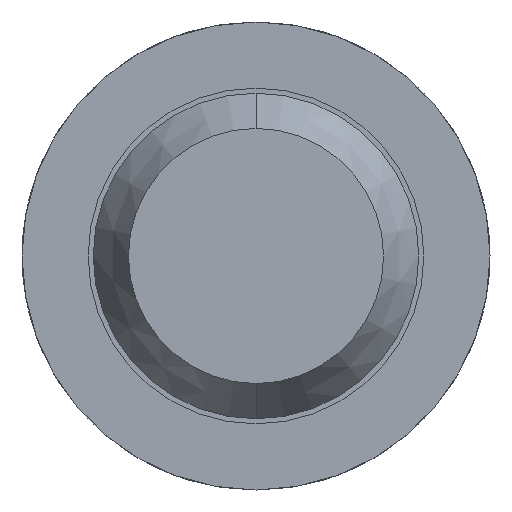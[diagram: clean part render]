
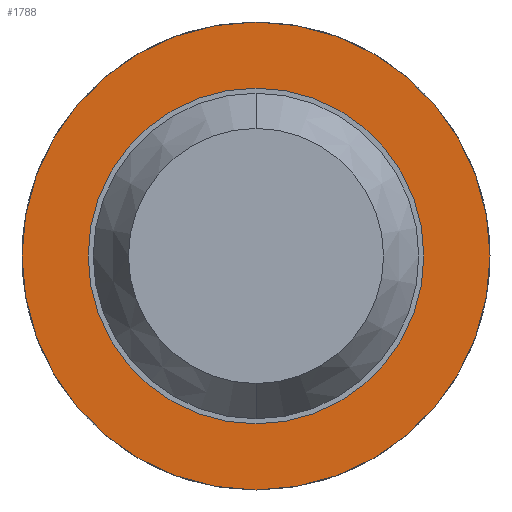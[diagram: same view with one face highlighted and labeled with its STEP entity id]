
A CAD part, front view. The second image highlights one B-rep face of the part: STEP entity #1788.
In plain terms, the highlighted planar face has unit normal (0, -1, 0).
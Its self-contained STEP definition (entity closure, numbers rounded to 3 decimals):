
#224 = CARTESIAN_POINT ( 'NONE',  ( 0., -1.7, 0. ) ) ;
#295 = DIRECTION ( 'NONE',  ( 0., 1., 0. ) ) ;
#299 = AXIS2_PLACEMENT_3D ( 'NONE', #639, #2846, #3397 ) ;
#321 = CIRCLE ( 'NONE', #2201, 0.825 ) ;
#530 = DIRECTION ( 'NONE',  ( 0., 1., 0. ) ) ;
#581 = CARTESIAN_POINT ( 'NONE',  ( 0., -1.7, 0. ) ) ;
#610 = DIRECTION ( 'NONE',  ( 0., 0., 1. ) ) ;
#639 = CARTESIAN_POINT ( 'NONE',  ( 0., -1.7, 0. ) ) ;
#656 = EDGE_CURVE ( 'Defeature ausgef�hrt1_7+Defeature ausgef�hrt1_6+Defeature ausgef�hrt1_6+Defeature ausgef�hrt1_6', #2029, #3342, #3651, .T. ) ;
#897 = DIRECTION ( 'NONE',  ( 0., 0., 1. ) ) ;
#1035 = EDGE_LOOP ( 'NONE', ( #1765, #2767 ) ) ;
#1164 = DIRECTION ( 'NONE',  ( 0., 0., 1. ) ) ;
#1258 = CARTESIAN_POINT ( 'NONE',  ( 0.825, -1.7, 0. ) ) ;
#1260 = ORIENTED_EDGE ( 'NONE', *, *, #1666, .F. ) ;
#1337 = EDGE_CURVE ( 'Defeature ausgef�hrt1_0+Defeature ausgef�hrt1_7+Defeature ausgef�hrt1_7+Defeature ausgef�hrt1_7', #2060, #1593, #3199, .T. ) ;
#1384 = FACE_OUTER_BOUND ( 'NONE', #2559, .T. ) ;
#1512 = DIRECTION ( 'NONE',  ( 0., 0., 1. ) ) ;
#1593 = VERTEX_POINT ( 'NONE', #3262 ) ;
#1666 = EDGE_CURVE ( 'Defeature ausgef�hrt1_0+Defeature ausgef�hrt1_7+Defeature ausgef�hrt1_7+Defeature ausgef�hrt1_7', #1593, #2060, #3055, .T. ) ;
#1697 = CARTESIAN_POINT ( 'NONE',  ( 0., -1.7, -1.15 ) ) ;
#1765 = ORIENTED_EDGE ( 'NONE', *, *, #656, .T. ) ;
#1766 = AXIS2_PLACEMENT_3D ( 'NONE', #581, #2496, #897 ) ;
#1788 = ADVANCED_FACE ( 'Defeature ausgef�hrt1_7', ( #1384, #2136 ), #1900, .F. ) ;
#1806 = DIRECTION ( 'NONE',  ( 0., 1., 0. ) ) ;
#1900 = PLANE ( 'NONE',  #2530 ) ;
#2029 = VERTEX_POINT ( 'NONE', #2954 ) ;
#2060 = VERTEX_POINT ( 'NONE', #1697 ) ;
#2129 = CARTESIAN_POINT ( 'NONE',  ( 0., -1.7, 0. ) ) ;
#2136 = FACE_BOUND ( 'NONE', #1035, .T. ) ;
#2201 = AXIS2_PLACEMENT_3D ( 'NONE', #2129, #530, #1164 ) ;
#2476 = ORIENTED_EDGE ( 'NONE', *, *, #1337, .F. ) ;
#2496 = DIRECTION ( 'NONE',  ( 0., 1., 0. ) ) ;
#2530 = AXIS2_PLACEMENT_3D ( 'NONE', #1258, #295, #610 ) ;
#2559 = EDGE_LOOP ( 'NONE', ( #1260, #2476 ) ) ;
#2767 = ORIENTED_EDGE ( 'NONE', *, *, #3802, .T. ) ;
#2846 = DIRECTION ( 'NONE',  ( 0., 1., 0. ) ) ;
#2954 = CARTESIAN_POINT ( 'NONE',  ( 0., -1.7, 0.825 ) ) ;
#3055 = CIRCLE ( 'NONE', #3307, 1.15 ) ;
#3199 = CIRCLE ( 'NONE', #299, 1.15 ) ;
#3262 = CARTESIAN_POINT ( 'NONE',  ( 0., -1.7, 1.15 ) ) ;
#3307 = AXIS2_PLACEMENT_3D ( 'NONE', #224, #1806, #1512 ) ;
#3342 = VERTEX_POINT ( 'NONE', #3491 ) ;
#3397 = DIRECTION ( 'NONE',  ( 0., 0., 1. ) ) ;
#3491 = CARTESIAN_POINT ( 'NONE',  ( 0., -1.7, -0.825 ) ) ;
#3651 = CIRCLE ( 'NONE', #1766, 0.825 ) ;
#3802 = EDGE_CURVE ( 'Defeature ausgef�hrt1_7+Defeature ausgef�hrt1_6+Defeature ausgef�hrt1_6+Defeature ausgef�hrt1_6', #3342, #2029, #321, .T. ) ;
